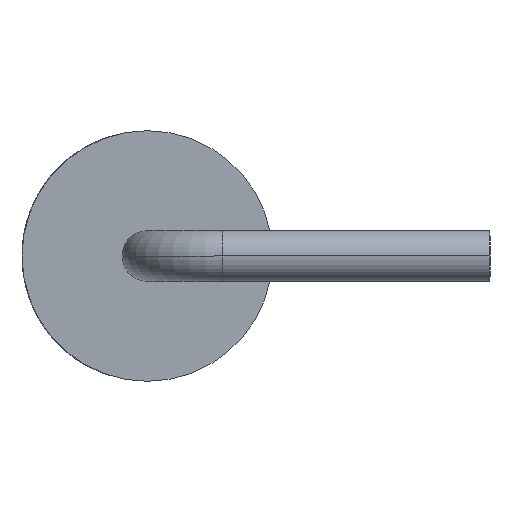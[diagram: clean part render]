
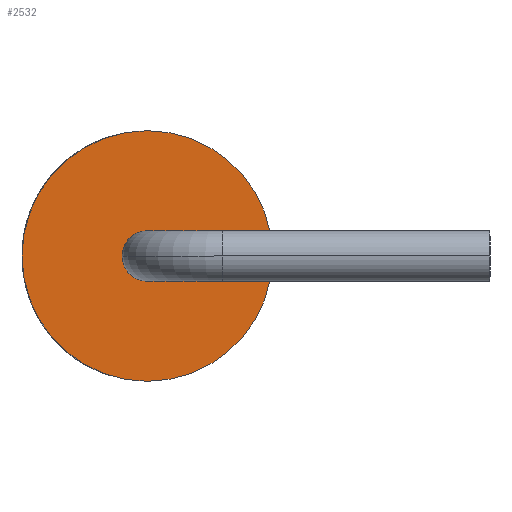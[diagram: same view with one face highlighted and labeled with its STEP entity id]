
A CAD part, left-side view. The second image highlights one B-rep face of the part: STEP entity #2532.
In plain terms, the highlighted planar face has unit normal (-1, 0, 0).
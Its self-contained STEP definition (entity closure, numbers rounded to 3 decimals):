
#233 = CARTESIAN_POINT ( 'NONE',  ( 3.505, 4.65, -2.65 ) ) ;
#252 = CARTESIAN_POINT ( 'NONE',  ( 3.505, 4.65, 0. ) ) ;
#515 = DIRECTION ( 'NONE',  ( 1., 0., 0. ) ) ;
#589 = DIRECTION ( 'NONE',  ( -1., 0., 0. ) ) ;
#666 = ORIENTED_EDGE ( 'NONE', *, *, #1514, .F. ) ;
#701 = DIRECTION ( 'NONE',  ( -1., 0., 0. ) ) ;
#839 = CIRCLE ( 'NONE', #3778, 0.533 ) ;
#843 = EDGE_CURVE ( 'NONE', #4984, #2985, #3345, .T. ) ;
#1152 = DIRECTION ( 'NONE',  ( 1., 0., 0. ) ) ;
#1276 = AXIS2_PLACEMENT_3D ( 'NONE', #3439, #3864, #3412 ) ;
#1407 = DIRECTION ( 'NONE',  ( 0., 0., -1. ) ) ;
#1503 = DIRECTION ( 'NONE',  ( 0., 0., -1. ) ) ;
#1514 = EDGE_CURVE ( 'NONE', #2985, #4984, #3535, .T. ) ;
#1618 = CARTESIAN_POINT ( 'NONE',  ( 3.505, 5.183, 0. ) ) ;
#1759 = EDGE_CURVE ( 'NONE', #2121, #3217, #839, .T. ) ;
#1937 = AXIS2_PLACEMENT_3D ( 'NONE', #252, #1152, #4650 ) ;
#2121 = VERTEX_POINT ( 'NONE', #3407 ) ;
#2290 = EDGE_LOOP ( 'NONE', ( #5019, #666 ) ) ;
#2309 = DIRECTION ( 'NONE',  ( 0., 0., -1. ) ) ;
#2326 = CARTESIAN_POINT ( 'NONE',  ( 3.505, 4.65, 0. ) ) ;
#2471 = EDGE_LOOP ( 'NONE', ( #2959, #3776 ) ) ;
#2532 = ADVANCED_FACE ( 'NONE', ( #2929, #4517 ), #3266, .F. ) ;
#2761 = EDGE_CURVE ( 'NONE', #3217, #2121, #4899, .T. ) ;
#2892 = CARTESIAN_POINT ( 'NONE',  ( 3.505, 4.65, 2.65 ) ) ;
#2929 = FACE_BOUND ( 'NONE', #2471, .T. ) ;
#2959 = ORIENTED_EDGE ( 'NONE', *, *, #1759, .F. ) ;
#2985 = VERTEX_POINT ( 'NONE', #233 ) ;
#3217 = VERTEX_POINT ( 'NONE', #1618 ) ;
#3266 = PLANE ( 'NONE',  #4050 ) ;
#3304 = AXIS2_PLACEMENT_3D ( 'NONE', #4277, #701, #2309 ) ;
#3345 = CIRCLE ( 'NONE', #1937, 2.65 ) ;
#3407 = CARTESIAN_POINT ( 'NONE',  ( 3.505, 4.116, 0. ) ) ;
#3412 = DIRECTION ( 'NONE',  ( 0., 0., -1. ) ) ;
#3439 = CARTESIAN_POINT ( 'NONE',  ( 3.505, 4.65, 0. ) ) ;
#3535 = CIRCLE ( 'NONE', #1276, 2.65 ) ;
#3729 = CARTESIAN_POINT ( 'NONE',  ( 3.505, 4.65, 0. ) ) ;
#3776 = ORIENTED_EDGE ( 'NONE', *, *, #2761, .F. ) ;
#3778 = AXIS2_PLACEMENT_3D ( 'NONE', #2326, #589, #1503 ) ;
#3864 = DIRECTION ( 'NONE',  ( 1., 0., 0. ) ) ;
#4050 = AXIS2_PLACEMENT_3D ( 'NONE', #3729, #515, #1407 ) ;
#4277 = CARTESIAN_POINT ( 'NONE',  ( 3.505, 4.65, 0. ) ) ;
#4517 = FACE_OUTER_BOUND ( 'NONE', #2290, .T. ) ;
#4650 = DIRECTION ( 'NONE',  ( 0., 0., -1. ) ) ;
#4899 = CIRCLE ( 'NONE', #3304, 0.533 ) ;
#4984 = VERTEX_POINT ( 'NONE', #2892 ) ;
#5019 = ORIENTED_EDGE ( 'NONE', *, *, #843, .F. ) ;
